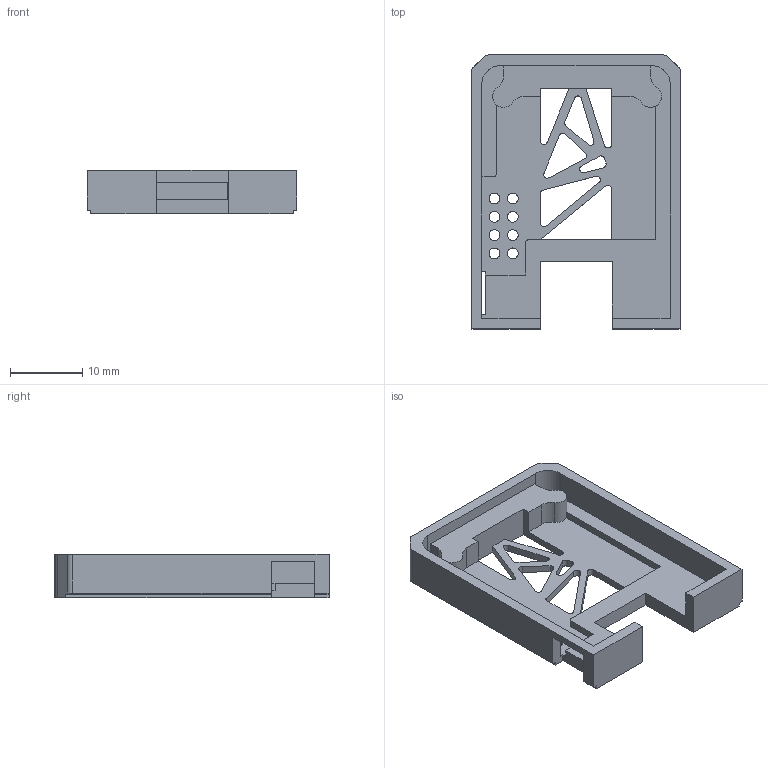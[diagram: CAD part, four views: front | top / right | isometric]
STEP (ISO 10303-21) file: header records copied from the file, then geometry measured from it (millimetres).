
FILE_DESCRIPTION(/* description */ (''),/* implementation_level */ '2;1');
FILE_NAME(/* name */ 'WemosS2Case - Final.step',/* time_stamp */ '2024-08-25T17:36:39-07:00',/* author */ (''),/* organization */ (''),/* preprocessor_version */ 'ST-DEVELOPER v20',/* originating_system */ 'Autodesk Translation Framework v13.14.0.145',/* authorisation */ '');
FILE_SCHEMA (('AUTOMOTIVE_DESIGN { 1 0 10303 214 3 1 1 }'));
Length unit declared in the file: millimetre
Products named in the file (1): Wemos S2 Case
Bounding box: 29.1 x 38 x 6 mm (x, y, z)
Volume: 2212.7 mm3; surface area: 3231.7 mm2
Topology: 1 solids, 1 shells, 101 faces, 312 edges, 208 vertices
Faces by surface type: plane 61, cylinder 40
Full cylindrical faces by diameter (mm): 1.5 x8
Entity records: 3589 total; most frequent: CARTESIAN_POINT 632, ORIENTED_EDGE 624, DIRECTION 594, EDGE_CURVE 312, LINE 230, VECTOR 230, VERTEX_POINT 208, AXIS2_PLACEMENT_3D 182
